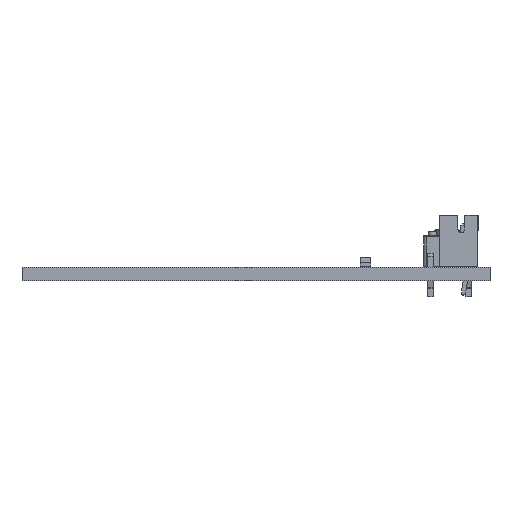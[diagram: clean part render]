
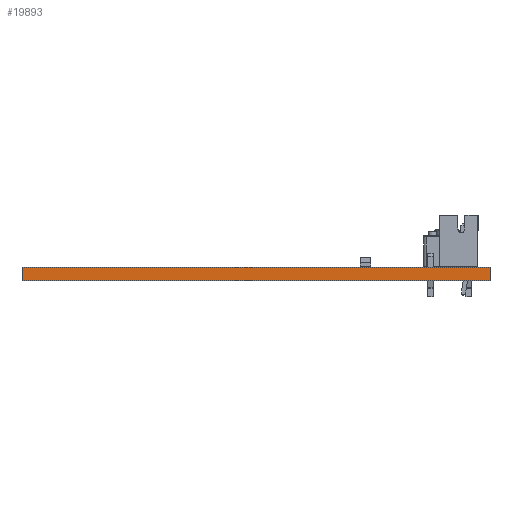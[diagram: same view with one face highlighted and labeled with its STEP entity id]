
A CAD part, front view. The second image highlights one B-rep face of the part: STEP entity #19893.
In plain terms, the highlighted planar face has unit normal (0, -1, 0).
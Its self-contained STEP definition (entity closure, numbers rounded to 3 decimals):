
#19893 = ADVANCED_FACE('',(#19894),#19908,.T.);
#19894 = FACE_BOUND('',#19895,.T.);
#19895 = EDGE_LOOP('',(#19896,#19931,#19959,#19987));
#19896 = ORIENTED_EDGE('',*,*,#19897,.T.);
#19897 = EDGE_CURVE('',#19898,#19900,#19902,.T.);
#19898 = VERTEX_POINT('',#19899);
#19899 = CARTESIAN_POINT('',(125.781,-103.48,0.));
#19900 = VERTEX_POINT('',#19901);
#19901 = CARTESIAN_POINT('',(125.781,-103.48,1.6));
#19902 = SURFACE_CURVE('',#19903,(#19907,#19919),.PCURVE_S1.);
#19903 = LINE('',#19904,#19905);
#19904 = CARTESIAN_POINT('',(125.781,-103.48,0.));
#19905 = VECTOR('',#19906,1.);
#19906 = DIRECTION('',(0.,0.,1.));
#19907 = PCURVE('',#19908,#19913);
#19908 = PLANE('',#19909);
#19909 = AXIS2_PLACEMENT_3D('',#19910,#19911,#19912);
#19910 = CARTESIAN_POINT('',(125.781,-103.48,0.));
#19911 = DIRECTION('',(0.,-1.,0.));
#19912 = DIRECTION('',(-1.,0.,0.));
#19913 = DEFINITIONAL_REPRESENTATION('',(#19914),#19918);
#19914 = LINE('',#19915,#19916);
#19915 = CARTESIAN_POINT('',(0.,-0.));
#19916 = VECTOR('',#19917,1.);
#19917 = DIRECTION('',(0.,-1.));
#19918 = ( GEOMETRIC_REPRESENTATION_CONTEXT(2) 
PARAMETRIC_REPRESENTATION_CONTEXT() REPRESENTATION_CONTEXT('2D SPACE',''
  ) );
#19919 = PCURVE('',#19920,#19925);
#19920 = PLANE('',#19921);
#19921 = AXIS2_PLACEMENT_3D('',#19922,#19923,#19924);
#19922 = CARTESIAN_POINT('',(125.781,-42.672,0.));
#19923 = DIRECTION('',(1.,0.,-0.));
#19924 = DIRECTION('',(0.,-1.,0.));
#19925 = DEFINITIONAL_REPRESENTATION('',(#19926),#19930);
#19926 = LINE('',#19927,#19928);
#19927 = CARTESIAN_POINT('',(60.808,0.));
#19928 = VECTOR('',#19929,1.);
#19929 = DIRECTION('',(0.,-1.));
#19930 = ( GEOMETRIC_REPRESENTATION_CONTEXT(2) 
PARAMETRIC_REPRESENTATION_CONTEXT() REPRESENTATION_CONTEXT('2D SPACE',''
  ) );
#19931 = ORIENTED_EDGE('',*,*,#19932,.T.);
#19932 = EDGE_CURVE('',#19900,#19933,#19935,.T.);
#19933 = VERTEX_POINT('',#19934);
#19934 = CARTESIAN_POINT('',(71.095,-103.48,1.6));
#19935 = SURFACE_CURVE('',#19936,(#19940,#19947),.PCURVE_S1.);
#19936 = LINE('',#19937,#19938);
#19937 = CARTESIAN_POINT('',(125.781,-103.48,1.6));
#19938 = VECTOR('',#19939,1.);
#19939 = DIRECTION('',(-1.,0.,0.));
#19940 = PCURVE('',#19908,#19941);
#19941 = DEFINITIONAL_REPRESENTATION('',(#19942),#19946);
#19942 = LINE('',#19943,#19944);
#19943 = CARTESIAN_POINT('',(0.,-1.6));
#19944 = VECTOR('',#19945,1.);
#19945 = DIRECTION('',(1.,0.));
#19946 = ( GEOMETRIC_REPRESENTATION_CONTEXT(2) 
PARAMETRIC_REPRESENTATION_CONTEXT() REPRESENTATION_CONTEXT('2D SPACE',''
  ) );
#19947 = PCURVE('',#19948,#19953);
#19948 = PLANE('',#19949);
#19949 = AXIS2_PLACEMENT_3D('',#19950,#19951,#19952);
#19950 = CARTESIAN_POINT('',(98.438,-73.076,1.6));
#19951 = DIRECTION('',(-0.,-0.,-1.));
#19952 = DIRECTION('',(-1.,0.,0.));
#19953 = DEFINITIONAL_REPRESENTATION('',(#19954),#19958);
#19954 = LINE('',#19955,#19956);
#19955 = CARTESIAN_POINT('',(-27.343,-30.404));
#19956 = VECTOR('',#19957,1.);
#19957 = DIRECTION('',(1.,0.));
#19958 = ( GEOMETRIC_REPRESENTATION_CONTEXT(2) 
PARAMETRIC_REPRESENTATION_CONTEXT() REPRESENTATION_CONTEXT('2D SPACE',''
  ) );
#19959 = ORIENTED_EDGE('',*,*,#19960,.F.);
#19960 = EDGE_CURVE('',#19961,#19933,#19963,.T.);
#19961 = VERTEX_POINT('',#19962);
#19962 = CARTESIAN_POINT('',(71.095,-103.48,0.));
#19963 = SURFACE_CURVE('',#19964,(#19968,#19975),.PCURVE_S1.);
#19964 = LINE('',#19965,#19966);
#19965 = CARTESIAN_POINT('',(71.095,-103.48,0.));
#19966 = VECTOR('',#19967,1.);
#19967 = DIRECTION('',(0.,0.,1.));
#19968 = PCURVE('',#19908,#19969);
#19969 = DEFINITIONAL_REPRESENTATION('',(#19970),#19974);
#19970 = LINE('',#19971,#19972);
#19971 = CARTESIAN_POINT('',(54.686,0.));
#19972 = VECTOR('',#19973,1.);
#19973 = DIRECTION('',(0.,-1.));
#19974 = ( GEOMETRIC_REPRESENTATION_CONTEXT(2) 
PARAMETRIC_REPRESENTATION_CONTEXT() REPRESENTATION_CONTEXT('2D SPACE',''
  ) );
#19975 = PCURVE('',#19976,#19981);
#19976 = PLANE('',#19977);
#19977 = AXIS2_PLACEMENT_3D('',#19978,#19979,#19980);
#19978 = CARTESIAN_POINT('',(71.095,-103.48,0.));
#19979 = DIRECTION('',(-1.,0.,0.));
#19980 = DIRECTION('',(0.,1.,0.));
#19981 = DEFINITIONAL_REPRESENTATION('',(#19982),#19986);
#19982 = LINE('',#19983,#19984);
#19983 = CARTESIAN_POINT('',(0.,0.));
#19984 = VECTOR('',#19985,1.);
#19985 = DIRECTION('',(0.,-1.));
#19986 = ( GEOMETRIC_REPRESENTATION_CONTEXT(2) 
PARAMETRIC_REPRESENTATION_CONTEXT() REPRESENTATION_CONTEXT('2D SPACE',''
  ) );
#19987 = ORIENTED_EDGE('',*,*,#19988,.F.);
#19988 = EDGE_CURVE('',#19898,#19961,#19989,.T.);
#19989 = SURFACE_CURVE('',#19990,(#19994,#20001),.PCURVE_S1.);
#19990 = LINE('',#19991,#19992);
#19991 = CARTESIAN_POINT('',(125.781,-103.48,0.));
#19992 = VECTOR('',#19993,1.);
#19993 = DIRECTION('',(-1.,0.,0.));
#19994 = PCURVE('',#19908,#19995);
#19995 = DEFINITIONAL_REPRESENTATION('',(#19996),#20000);
#19996 = LINE('',#19997,#19998);
#19997 = CARTESIAN_POINT('',(0.,-0.));
#19998 = VECTOR('',#19999,1.);
#19999 = DIRECTION('',(1.,0.));
#20000 = ( GEOMETRIC_REPRESENTATION_CONTEXT(2) 
PARAMETRIC_REPRESENTATION_CONTEXT() REPRESENTATION_CONTEXT('2D SPACE',''
  ) );
#20001 = PCURVE('',#20002,#20007);
#20002 = PLANE('',#20003);
#20003 = AXIS2_PLACEMENT_3D('',#20004,#20005,#20006);
#20004 = CARTESIAN_POINT('',(98.438,-73.076,0.));
#20005 = DIRECTION('',(-0.,-0.,-1.));
#20006 = DIRECTION('',(-1.,0.,0.));
#20007 = DEFINITIONAL_REPRESENTATION('',(#20008),#20012);
#20008 = LINE('',#20009,#20010);
#20009 = CARTESIAN_POINT('',(-27.343,-30.404));
#20010 = VECTOR('',#20011,1.);
#20011 = DIRECTION('',(1.,0.));
#20012 = ( GEOMETRIC_REPRESENTATION_CONTEXT(2) 
PARAMETRIC_REPRESENTATION_CONTEXT() REPRESENTATION_CONTEXT('2D SPACE',''
  ) );
